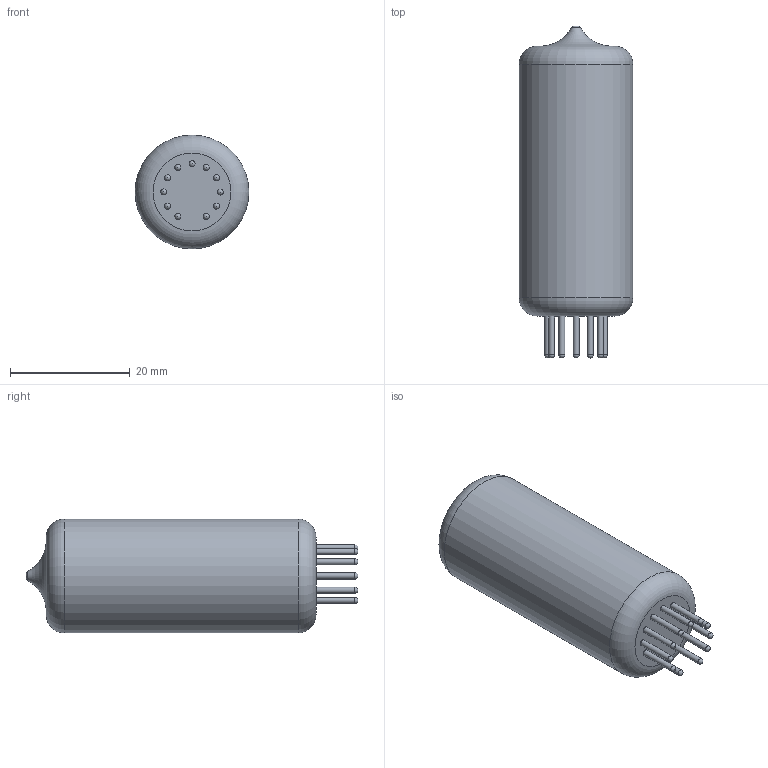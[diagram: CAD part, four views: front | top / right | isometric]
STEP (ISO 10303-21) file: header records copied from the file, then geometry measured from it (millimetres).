
FILE_DESCRIPTION(/* description */ ('STEP AP242','CAx-IF Rec.Pracs.---Representation and Presentation of Product Manufacturing Information (PMI)---4.0---2014-10-13','CAx-IF Rec.Pracs.---3D Tessellated Geometry---0.4---2014-09-14','2;1'),/* implementation_level */ '2;1');
FILE_NAME(/* name */ '68ea0c98b69d6b5583cd0080',/* time_stamp */ '2025-10-11T07:51:54Z',/* author */ (''),/* organization */ (''),/* preprocessor_version */ 'ST-DEVELOPER v20',/* originating_system */ 'ONSHAPE BY PTC INC, 1.205',/* authorisation */ ' ');
FILE_SCHEMA (('AP242_MANAGED_MODEL_BASED_3D_ENGINEERING_MIM_LF { 1 0 10303 442 1 1 4 }'));
Length unit declared in the file: metre
Products named in the file (29): NIXIE_TUBE; ISOLATION; NUM7; MESH; CERAMIC_ROD; PIN; NUM8; NUM5; ANODE_BACK; NUM3; NUM6; NUM9; PLATE; GLASS_TUBE; WIRING <1>; WIRING; NUM4; NUM0; PLATE_2
Assembly tree (60 placements, depth 3):
  NIXIE_TUBE
    ISOLATION  x22
    NUM7
    MESH
    CERAMIC_ROD  x2
    PIN  x11
    NUM8
    NUM5
    ANODE_BACK
    NUM3
    NUM6
    NUM9
    PLATE
    GLASS_TUBE
    WIRING <1>
      WIRING
      WIRING
      WIRING
      WIRING
      WIRING
      WIRING
      WIRING
      WIRING
      WIRING
      WIRING
      WIRING
    NUM4
    NUM0
    PLATE_2
Bounding box: 19 x 55.38 x 19 mm (x, y, z)
Volume: 3515.2 mm3; surface area: 9996.9 mm2
Topology: 59 solids, 59 shells, 1680 faces, 4440 edges, 2829 vertices
Faces by surface type: plane 1125, cylinder 343, bspline 144, cone 26, sphere 22, torus 20
Full cylindrical faces by diameter (mm): 0.3 x2, 0.6 x33, 1 x11, 1.3 x44, 2 x55, 3 x22, 8 x1, 9 x1, 10 x2, 17 x1, 19 x1
Entity records: 48736 total; most frequent: CARTESIAN_POINT 12255, ORIENTED_EDGE 7760, DIRECTION 6482, EDGE_CURVE 3880, LINE 2930, VECTOR 2930, VERTEX_POINT 2523, AXIS2_PLACEMENT_3D 1776
